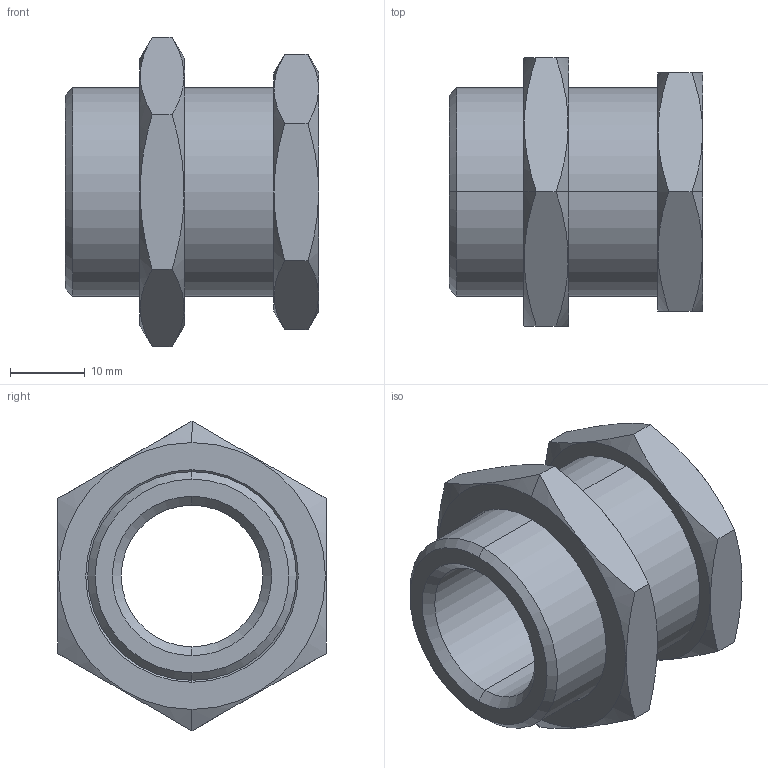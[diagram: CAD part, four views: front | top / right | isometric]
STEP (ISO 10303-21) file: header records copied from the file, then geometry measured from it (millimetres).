
FILE_DESCRIPTION (( 'STEP AP203' ), '1' );
FILE_NAME ('05340004.STEP', '2010-09-15T08:23:03', ( 'Flavio' ), ( '' ), 'SwSTEP 2.0', 'SolidWorks 2009', '' );
FILE_SCHEMA (( 'CONFIG_CONTROL_DESIGN' ));
Length unit declared in the file: millimetre
Products named in the file (3): 05340004; 009-0249; 009-0252
Assembly tree (2 placements, depth 2):
  05340004
    009-0252
    009-0249
Bounding box: 34 x 36 x 41.57 mm (x, y, z)
Volume: 15951.2 mm3; surface area: 8330 mm2
Topology: 2 solids, 2 shells, 51 faces, 110 edges, 64 vertices
Faces by surface type: cone 28, plane 17, cylinder 6
Entity records: 1909 total; most frequent: CARTESIAN_POINT 538, DIRECTION 226, ORIENTED_EDGE 220, EDGE_CURVE 110, AXIS2_PLACEMENT_3D 96, VERTEX_POINT 64, EDGE_LOOP 56, ADVANCED_FACE 51
